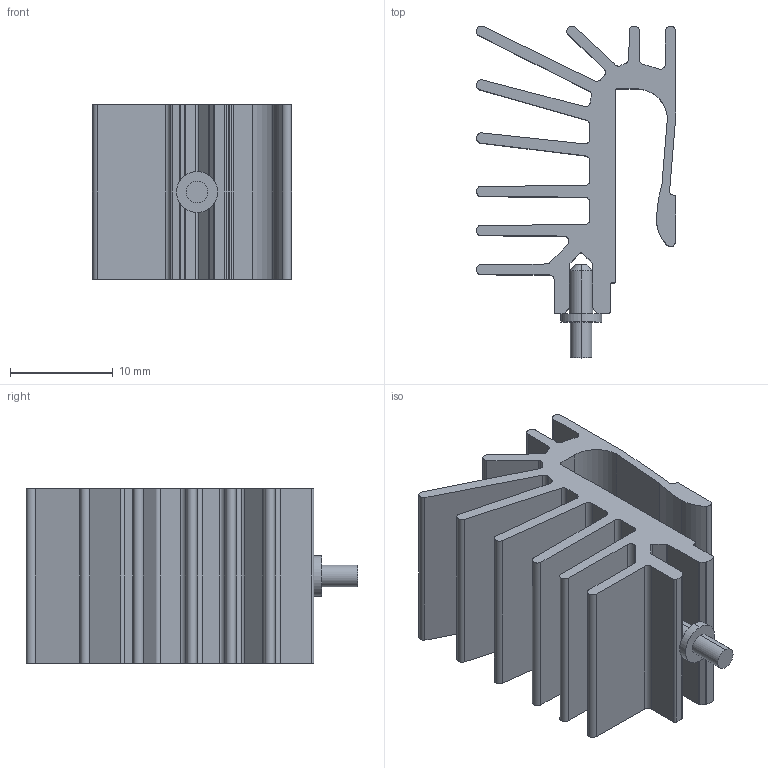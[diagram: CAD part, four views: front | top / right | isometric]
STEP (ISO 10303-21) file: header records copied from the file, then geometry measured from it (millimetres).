
FILE_DESCRIPTION (( 'STEP AP214' ), '1' );
FILE_NAME ('CUI_DEVICES_HSE05-171933.step', '2024-04-17T15:57:31', ( '' ), ( '' ), 'SwSTEP 2.0', 'SolidWorks 2024', '' );
FILE_SCHEMA (( 'AUTOMOTIVE_DESIGN' ));
Length unit declared in the file: inch
Products named in the file (1): CUI_DEVICES_HSE05-171933
Bounding box: 19.4 x 32.3 x 17 mm (x, y, z)
Volume: 3127.6 mm3; surface area: 4770.5 mm2
Topology: 2 solids, 2 shells, 105 faces, 295 edges, 196 vertices
Faces by surface type: cylinder 59, plane 44, cone 2
Entity records: 3471 total; most frequent: DIRECTION 627, CARTESIAN_POINT 597, ORIENTED_EDGE 590, EDGE_CURVE 295, AXIS2_PLACEMENT_3D 226, VERTEX_POINT 196, LINE 175, VECTOR 175
